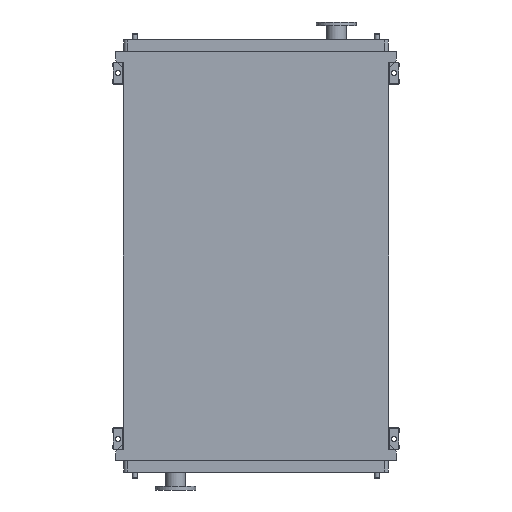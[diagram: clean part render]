
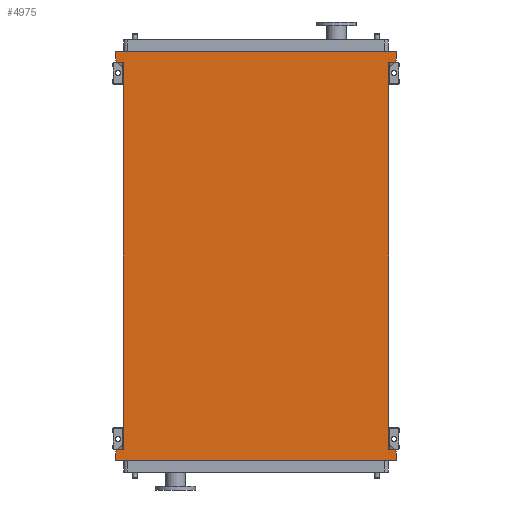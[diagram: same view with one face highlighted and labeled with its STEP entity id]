
A CAD part, front view. The second image highlights one B-rep face of the part: STEP entity #4975.
In plain terms, the highlighted planar face has unit normal (0, -1, 0).
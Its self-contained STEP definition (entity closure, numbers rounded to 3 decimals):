
#168 = CARTESIAN_POINT ( 'NONE',  ( -771., 0., 53. ) ) ;
#409 = DIRECTION ( 'NONE',  ( -1., 0., 0. ) ) ;
#531 = VERTEX_POINT ( 'NONE', #9862 ) ;
#605 = DIRECTION ( 'NONE',  ( 0., 0., -1. ) ) ;
#829 = EDGE_LOOP ( 'NONE', ( #16914, #5222, #15969, #3023, #17795, #2451, #5169, #869, #3708, #4943, #1478, #16556 ) ) ;
#869 = ORIENTED_EDGE ( 'NONE', *, *, #15914, .F. ) ;
#1398 = VECTOR ( 'NONE', #3078, 1000. ) ;
#1463 = LINE ( 'NONE', #15132, #4981 ) ;
#1478 = ORIENTED_EDGE ( 'NONE', *, *, #12114, .F. ) ;
#1500 = LINE ( 'NONE', #2701, #5477 ) ;
#1926 = CARTESIAN_POINT ( 'NONE',  ( -771., 0., -2145. ) ) ;
#1936 = CARTESIAN_POINT ( 'NONE',  ( -771., 0., -2145. ) ) ;
#2111 = FACE_OUTER_BOUND ( 'NONE', #829, .T. ) ;
#2266 = PLANE ( 'NONE',  #15553 ) ;
#2451 = ORIENTED_EDGE ( 'NONE', *, *, #9309, .F. ) ;
#2600 = EDGE_CURVE ( 'NONE', #6888, #4424, #1500, .T. ) ;
#2701 = CARTESIAN_POINT ( 'NONE',  ( -771., 0., 53. ) ) ;
#2745 = DIRECTION ( 'NONE',  ( -0.655, 0., -0.755 ) ) ;
#3023 = ORIENTED_EDGE ( 'NONE', *, *, #17194, .F. ) ;
#3078 = DIRECTION ( 'NONE',  ( 1., 0., 0. ) ) ;
#3219 = CARTESIAN_POINT ( 'NONE',  ( 771., 0., 95. ) ) ;
#3312 = CARTESIAN_POINT ( 'NONE',  ( 725., 0., -2050. ) ) ;
#3343 = CARTESIAN_POINT ( 'NONE',  ( -725., 0., 0. ) ) ;
#3360 = LINE ( 'NONE', #1926, #6789 ) ;
#3450 = EDGE_CURVE ( 'NONE', #7857, #14824, #3360, .T. ) ;
#3565 = EDGE_CURVE ( 'NONE', #531, #16707, #1463, .T. ) ;
#3611 = CARTESIAN_POINT ( 'NONE',  ( -771., 0., 95. ) ) ;
#3708 = ORIENTED_EDGE ( 'NONE', *, *, #3450, .F. ) ;
#4424 = VERTEX_POINT ( 'NONE', #3611 ) ;
#4723 = VERTEX_POINT ( 'NONE', #3219 ) ;
#4943 = ORIENTED_EDGE ( 'NONE', *, *, #13759, .F. ) ;
#4948 = DIRECTION ( 'NONE',  ( 0., 0., 1. ) ) ;
#4975 = ADVANCED_FACE ( 'NONE', ( #2111 ), #2266, .T. ) ;
#4981 = VECTOR ( 'NONE', #5136, 1000. ) ;
#5136 = DIRECTION ( 'NONE',  ( 0., 0., 1. ) ) ;
#5169 = ORIENTED_EDGE ( 'NONE', *, *, #11126, .F. ) ;
#5222 = ORIENTED_EDGE ( 'NONE', *, *, #18307, .F. ) ;
#5405 = EDGE_CURVE ( 'NONE', #4723, #14949, #7420, .T. ) ;
#5468 = VECTOR ( 'NONE', #409, 1000. ) ;
#5477 = VECTOR ( 'NONE', #14191, 1000. ) ;
#5811 = EDGE_CURVE ( 'NONE', #531, #18665, #13875, .T. ) ;
#5915 = VERTEX_POINT ( 'NONE', #10692 ) ;
#6727 = DIRECTION ( 'NONE',  ( 0., -1., 0. ) ) ;
#6789 = VECTOR ( 'NONE', #4948, 1000. ) ;
#6888 = VERTEX_POINT ( 'NONE', #168 ) ;
#7420 = LINE ( 'NONE', #15014, #18324 ) ;
#7857 = VERTEX_POINT ( 'NONE', #1936 ) ;
#7923 = CARTESIAN_POINT ( 'NONE',  ( 771., 0., -2103. ) ) ;
#8250 = VECTOR ( 'NONE', #11282, 1000. ) ;
#8305 = CARTESIAN_POINT ( 'NONE',  ( -771., 0., -2103. ) ) ;
#8476 = VERTEX_POINT ( 'NONE', #17797 ) ;
#8644 = CARTESIAN_POINT ( 'NONE',  ( -771., 0., -2103. ) ) ;
#8668 = VECTOR ( 'NONE', #605, 1000. ) ;
#9011 = VECTOR ( 'NONE', #10083, 1000. ) ;
#9266 = LINE ( 'NONE', #11956, #5468 ) ;
#9309 = EDGE_CURVE ( 'NONE', #8476, #6888, #18564, .T. ) ;
#9382 = CARTESIAN_POINT ( 'NONE',  ( 771., 0., -2103. ) ) ;
#9443 = LINE ( 'NONE', #8644, #9011 ) ;
#9833 = CARTESIAN_POINT ( 'NONE',  ( -725., 0., -2050. ) ) ;
#9862 = CARTESIAN_POINT ( 'NONE',  ( 725., 0., -2050. ) ) ;
#9988 = CARTESIAN_POINT ( 'NONE',  ( 771., 0., 53. ) ) ;
#10083 = DIRECTION ( 'NONE',  ( 0.655, 0., 0.755 ) ) ;
#10645 = VERTEX_POINT ( 'NONE', #12983 ) ;
#10692 = CARTESIAN_POINT ( 'NONE',  ( 771., 0., -2145. ) ) ;
#10774 = DIRECTION ( 'NONE',  ( 0., 0., -1. ) ) ;
#10969 = CARTESIAN_POINT ( 'NONE',  ( -725., 0., -2050. ) ) ;
#11126 = EDGE_CURVE ( 'NONE', #10645, #8476, #15853, .T. ) ;
#11282 = DIRECTION ( 'NONE',  ( 0., 0., 1. ) ) ;
#11620 = LINE ( 'NONE', #15722, #18735 ) ;
#11728 = CARTESIAN_POINT ( 'NONE',  ( -771., 0., 95. ) ) ;
#11956 = CARTESIAN_POINT ( 'NONE',  ( 771., 0., -2145. ) ) ;
#12114 = EDGE_CURVE ( 'NONE', #18665, #5915, #15814, .T. ) ;
#12983 = CARTESIAN_POINT ( 'NONE',  ( -725., 0., -2050. ) ) ;
#13423 = VECTOR ( 'NONE', #14816, 1000. ) ;
#13759 = EDGE_CURVE ( 'NONE', #5915, #7857, #9266, .T. ) ;
#13875 = LINE ( 'NONE', #3312, #13423 ) ;
#14191 = DIRECTION ( 'NONE',  ( 0., 0., 1. ) ) ;
#14784 = VECTOR ( 'NONE', #16283, 1000. ) ;
#14816 = DIRECTION ( 'NONE',  ( 0.655, 0., -0.755 ) ) ;
#14824 = VERTEX_POINT ( 'NONE', #8305 ) ;
#14949 = VERTEX_POINT ( 'NONE', #9988 ) ;
#15014 = CARTESIAN_POINT ( 'NONE',  ( 771., 0., 95. ) ) ;
#15132 = CARTESIAN_POINT ( 'NONE',  ( 725., 0., -2050. ) ) ;
#15553 = AXIS2_PLACEMENT_3D ( 'NONE', #10969, #6727, #16698 ) ;
#15722 = CARTESIAN_POINT ( 'NONE',  ( 771., 0., 53. ) ) ;
#15814 = LINE ( 'NONE', #9382, #8668 ) ;
#15853 = LINE ( 'NONE', #9833, #8250 ) ;
#15914 = EDGE_CURVE ( 'NONE', #14824, #10645, #9443, .T. ) ;
#15969 = ORIENTED_EDGE ( 'NONE', *, *, #5405, .F. ) ;
#16283 = DIRECTION ( 'NONE',  ( -0.655, 0., 0.755 ) ) ;
#16333 = LINE ( 'NONE', #11728, #1398 ) ;
#16556 = ORIENTED_EDGE ( 'NONE', *, *, #5811, .F. ) ;
#16698 = DIRECTION ( 'NONE',  ( 0., 0., -1. ) ) ;
#16707 = VERTEX_POINT ( 'NONE', #18507 ) ;
#16914 = ORIENTED_EDGE ( 'NONE', *, *, #3565, .T. ) ;
#17194 = EDGE_CURVE ( 'NONE', #4424, #4723, #16333, .T. ) ;
#17795 = ORIENTED_EDGE ( 'NONE', *, *, #2600, .F. ) ;
#17797 = CARTESIAN_POINT ( 'NONE',  ( -725., 0., 0. ) ) ;
#18307 = EDGE_CURVE ( 'NONE', #14949, #16707, #11620, .T. ) ;
#18324 = VECTOR ( 'NONE', #10774, 1000. ) ;
#18507 = CARTESIAN_POINT ( 'NONE',  ( 725., 0., 0. ) ) ;
#18564 = LINE ( 'NONE', #3343, #14784 ) ;
#18665 = VERTEX_POINT ( 'NONE', #7923 ) ;
#18735 = VECTOR ( 'NONE', #2745, 1000. ) ;
